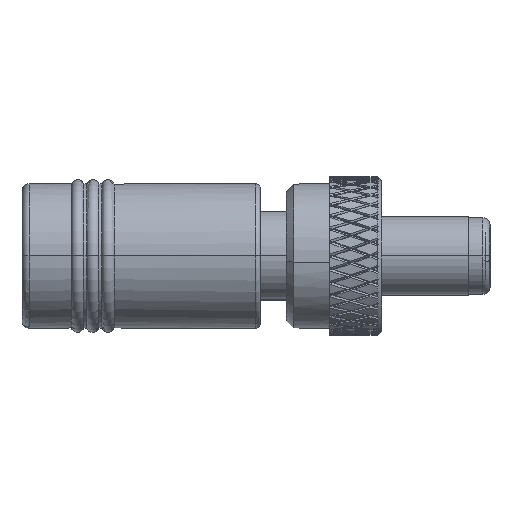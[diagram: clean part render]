
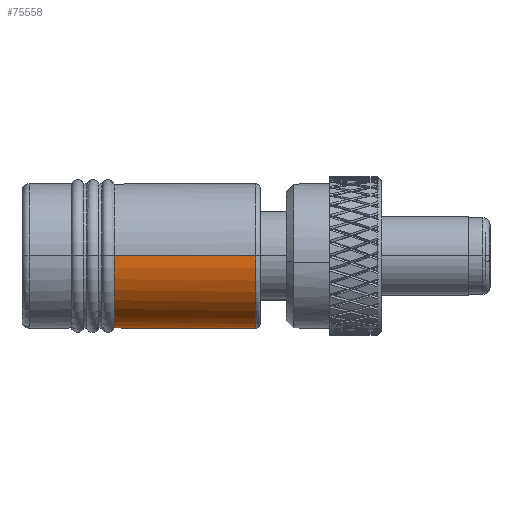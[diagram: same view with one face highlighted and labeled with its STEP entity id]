
A CAD part, top view. The second image highlights one B-rep face of the part: STEP entity #75558.
In plain terms, the highlighted cylindrical face has radius 5 mm (diameter 10 mm), a partial arc.
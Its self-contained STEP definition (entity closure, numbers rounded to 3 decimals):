
#250 = DIRECTION ( 'NONE',  ( 0., 0., -1. ) ) ;
#2851 = VERTEX_POINT ( 'NONE', #38430 ) ;
#3087 = CARTESIAN_POINT ( 'NONE',  ( 8.488, 0.322, 4.99 ) ) ;
#3470 = ORIENTED_EDGE ( 'NONE', *, *, #66458, .T. ) ;
#3620 = ORIENTED_EDGE ( 'NONE', *, *, #43061, .T. ) ;
#5175 = FACE_OUTER_BOUND ( 'NONE', #52356, .T. ) ;
#6049 = CARTESIAN_POINT ( 'NONE',  ( 16.5, 0., 5. ) ) ;
#7204 = B_SPLINE_CURVE_WITH_KNOTS ( 'NONE', 3,
 ( #34353, #28028, #9098, #72599, #66043, #34894, #72079, #40703, #47574, #10186, #41242, #34617, #54175, #3087 ),
 .UNSPECIFIED., .F., .F.,
 ( 4, 2, 2, 2, 2, 2, 4 ),
 ( 0.009, 0.011, 0.012, 0.012, 0.013, 0.013, 0.014 ),
 .UNSPECIFIED. ) ;
#8568 = B_SPLINE_CURVE_WITH_KNOTS ( 'NONE', 3,
 ( #35403, #22463, #67106, #15903, #16166 ),
 .UNSPECIFIED., .F., .F.,
 ( 4, 1, 4 ),
 ( 0.014, 0.014, 0.014 ),
 .UNSPECIFIED. ) ;
#8644 = VERTEX_POINT ( 'NONE', #19724 ) ;
#9098 = CARTESIAN_POINT ( 'NONE',  ( 6.92, 3.323, 3.747 ) ) ;
#10181 = CARTESIAN_POINT ( 'NONE',  ( 16.2, 0., -5. ) ) ;
#10186 = CARTESIAN_POINT ( 'NONE',  ( 8.323, 1.226, 4.851 ) ) ;
#10809 = LINE ( 'NONE', #79781, #23578 ) ;
#11116 = CARTESIAN_POINT ( 'NONE',  ( 16.5, 0., 0. ) ) ;
#13279 = LINE ( 'NONE', #6049, #70363 ) ;
#15566 = CARTESIAN_POINT ( 'NONE',  ( 6.374, 0., 0. ) ) ;
#15903 = CARTESIAN_POINT ( 'NONE',  ( 8.5, 0.054, 5. ) ) ;
#16166 = CARTESIAN_POINT ( 'NONE',  ( 8.5, 0., 5. ) ) ;
#19724 = CARTESIAN_POINT ( 'NONE',  ( 6.374, 0., -5. ) ) ;
#20181 = ORIENTED_EDGE ( 'NONE', *, *, #61931, .F. ) ;
#21870 = DIRECTION ( 'NONE',  ( 1., 0., 0. ) ) ;
#22463 = CARTESIAN_POINT ( 'NONE',  ( 8.492, 0.268, 4.993 ) ) ;
#23578 = VECTOR ( 'NONE', #41032, 1000. ) ;
#23676 = VERTEX_POINT ( 'NONE', #56188 ) ;
#23797 = AXIS2_PLACEMENT_3D ( 'NONE', #15566, #21870, #65927 ) ;
#25705 = DIRECTION ( 'NONE',  ( -1., 0., 0. ) ) ;
#25751 = CYLINDRICAL_SURFACE ( 'NONE', #27159, 5. ) ;
#25783 = EDGE_CURVE ( 'NONE', #23676, #67901, #44945, .T. ) ;
#27159 = AXIS2_PLACEMENT_3D ( 'NONE', #11116, #68105, #74646 ) ;
#28028 = CARTESIAN_POINT ( 'NONE',  ( 6.658, 3.517, 3.562 ) ) ;
#29145 = ORIENTED_EDGE ( 'NONE', *, *, #25783, .T. ) ;
#33178 = AXIS2_PLACEMENT_3D ( 'NONE', #68975, #25705, #250 ) ;
#34353 = CARTESIAN_POINT ( 'NONE',  ( 6.374, 3.681, 3.384 ) ) ;
#34617 = CARTESIAN_POINT ( 'NONE',  ( 8.447, 0.694, 4.955 ) ) ;
#34894 = CARTESIAN_POINT ( 'NONE',  ( 7.894, 2.193, 4.496 ) ) ;
#35403 = CARTESIAN_POINT ( 'NONE',  ( 8.488, 0.322, 4.99 ) ) ;
#38430 = CARTESIAN_POINT ( 'NONE',  ( 8.5, 0., 5. ) ) ;
#40703 = CARTESIAN_POINT ( 'NONE',  ( 8.135, 1.732, 4.694 ) ) ;
#41032 = DIRECTION ( 'NONE',  ( 1., 0., 0. ) ) ;
#41242 = CARTESIAN_POINT ( 'NONE',  ( 8.372, 1.052, 4.891 ) ) ;
#43061 = EDGE_CURVE ( 'NONE', #74755, #53116, #7204, .T. ) ;
#43228 = EDGE_CURVE ( 'NONE', #2851, #23676, #13279, .T. ) ;
#43564 = ORIENTED_EDGE ( 'NONE', *, *, #55304, .T. ) ;
#44945 = CIRCLE ( 'NONE', #33178, 5. ) ;
#46547 = ORIENTED_EDGE ( 'NONE', *, *, #43228, .T. ) ;
#47574 = CARTESIAN_POINT ( 'NONE',  ( 8.205, 1.566, 4.752 ) ) ;
#47915 = CIRCLE ( 'NONE', #23797, 5. ) ;
#52356 = EDGE_LOOP ( 'NONE', ( #3470, #46547, #29145, #20181, #43564, #3620 ) ) ;
#53116 = VERTEX_POINT ( 'NONE', #62632 ) ;
#54175 = CARTESIAN_POINT ( 'NONE',  ( 8.474, 0.508, 4.978 ) ) ;
#55304 = EDGE_CURVE ( 'NONE', #8644, #74755, #47915, .T. ) ;
#56188 = CARTESIAN_POINT ( 'NONE',  ( 16.2, 0., 5. ) ) ;
#57254 = CARTESIAN_POINT ( 'NONE',  ( 6.374, 3.681, 3.384 ) ) ;
#61931 = EDGE_CURVE ( 'NONE', #8644, #67901, #10809, .T. ) ;
#62632 = CARTESIAN_POINT ( 'NONE',  ( 8.488, 0.322, 4.99 ) ) ;
#63232 = DIRECTION ( 'NONE',  ( 1., 0., 0. ) ) ;
#65927 = DIRECTION ( 'NONE',  ( 0., 0., -1. ) ) ;
#66043 = CARTESIAN_POINT ( 'NONE',  ( 7.615, 2.619, 4.271 ) ) ;
#66458 = EDGE_CURVE ( 'NONE', #53116, #2851, #8568, .T. ) ;
#67106 = CARTESIAN_POINT ( 'NONE',  ( 8.498, 0.161, 4.998 ) ) ;
#67901 = VERTEX_POINT ( 'NONE', #10181 ) ;
#68105 = DIRECTION ( 'NONE',  ( 1., 0., 0. ) ) ;
#68975 = CARTESIAN_POINT ( 'NONE',  ( 16.2, 0., 0. ) ) ;
#70363 = VECTOR ( 'NONE', #63232, 1000. ) ;
#72079 = CARTESIAN_POINT ( 'NONE',  ( 7.98, 2.045, 4.566 ) ) ;
#72599 = CARTESIAN_POINT ( 'NONE',  ( 7.396, 2.876, 4.1 ) ) ;
#74646 = DIRECTION ( 'NONE',  ( 0., 0., -1. ) ) ;
#74755 = VERTEX_POINT ( 'NONE', #57254 ) ;
#75558 = ADVANCED_FACE ( 'NONE', ( #5175 ), #25751, .T. ) ;
#79781 = CARTESIAN_POINT ( 'NONE',  ( 16.5, 0., -5. ) ) ;
